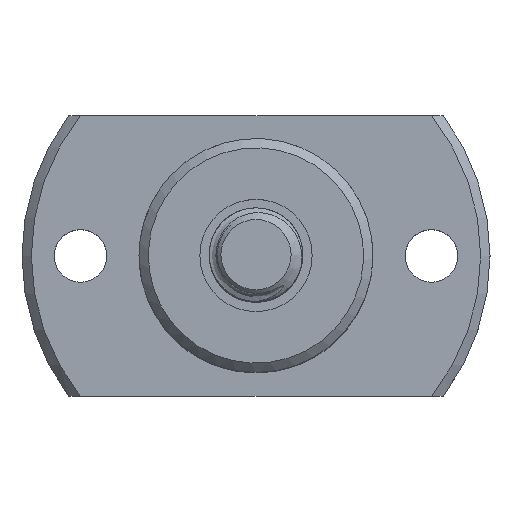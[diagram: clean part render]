
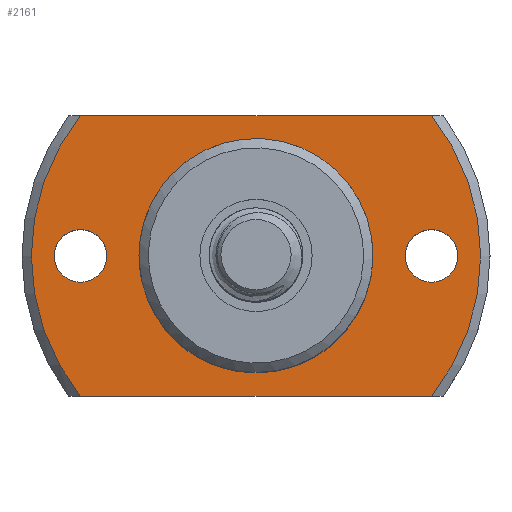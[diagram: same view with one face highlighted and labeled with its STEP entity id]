
A CAD part, top view. The second image highlights one B-rep face of the part: STEP entity #2161.
In plain terms, the highlighted planar face has unit normal (0, 0, 1).
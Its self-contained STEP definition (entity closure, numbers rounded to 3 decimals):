
#23=FACE_BOUND('',#703,.T.);
#24=FACE_BOUND('',#704,.T.);
#25=FACE_BOUND('',#705,.T.);
#35=PLANE('',#2343);
#337=LINE('',#3124,#453);
#338=LINE('',#3125,#454);
#453=VECTOR('',#2600,1000.);
#454=VECTOR('',#2601,1000.);
#577=FACE_OUTER_BOUND('',#702,.T.);
#702=EDGE_LOOP('',(#1544,#1545,#1546,#1547));
#703=EDGE_LOOP('',(#1548));
#704=EDGE_LOOP('',(#1549));
#705=EDGE_LOOP('',(#1550));
#839=CIRCLE('',#2309,2.25);
#841=CIRCLE('',#2312,2.25);
#849=CIRCLE('',#2324,10.);
#855=CIRCLE('',#2331,19.2);
#861=CIRCLE('',#2342,19.2);
#894=VERTEX_POINT('',#3011);
#896=VERTEX_POINT('',#3017);
#904=VERTEX_POINT('',#3041);
#912=VERTEX_POINT('',#3059);
#914=VERTEX_POINT('',#3066);
#925=VERTEX_POINT('',#3112);
#926=VERTEX_POINT('',#3117);
#1131=EDGE_CURVE('',#894,#894,#839,.T.);
#1134=EDGE_CURVE('',#896,#896,#841,.T.);
#1146=EDGE_CURVE('',#904,#904,#849,.T.);
#1158=EDGE_CURVE('',#912,#914,#855,.T.);
#1173=EDGE_CURVE('',#926,#925,#861,.T.);
#1175=EDGE_CURVE('',#914,#926,#337,.T.);
#1176=EDGE_CURVE('',#925,#912,#338,.T.);
#1544=ORIENTED_EDGE('',*,*,#1175,.T.);
#1545=ORIENTED_EDGE('',*,*,#1173,.T.);
#1546=ORIENTED_EDGE('',*,*,#1176,.T.);
#1547=ORIENTED_EDGE('',*,*,#1158,.T.);
#1548=ORIENTED_EDGE('',*,*,#1146,.F.);
#1549=ORIENTED_EDGE('',*,*,#1131,.F.);
#1550=ORIENTED_EDGE('',*,*,#1134,.T.);
#2161=ADVANCED_FACE('',(#577,#23,#24,#25),#35,.T.);
#2309=AXIS2_PLACEMENT_3D('',#3012,#2517,#2518);
#2312=AXIS2_PLACEMENT_3D('',#3018,#2524,#2525);
#2324=AXIS2_PLACEMENT_3D('',#3042,#2552,#2553);
#2331=AXIS2_PLACEMENT_3D('',#3071,#2570,#2571);
#2342=AXIS2_PLACEMENT_3D('',#3118,#2596,#2597);
#2343=AXIS2_PLACEMENT_3D('',#3123,#2598,#2599);
#2517=DIRECTION('center_axis',(0.,0.,
1.));
#2518=DIRECTION('ref_axis',(0.,-1.,0.));
#2524=DIRECTION('center_axis',(0.,0.,
-1.));
#2525=DIRECTION('ref_axis',(0.,-1.,0.));
#2552=DIRECTION('center_axis',(0.,0.,
1.));
#2553=DIRECTION('ref_axis',(0.,-1.,0.));
#2570=DIRECTION('center_axis',(0.,0.,
1.));
#2571=DIRECTION('ref_axis',(0.,-1.,0.));
#2596=DIRECTION('center_axis',(0.,0.,
1.));
#2597=DIRECTION('ref_axis',(0.,-1.,0.));
#2598=DIRECTION('center_axis',(0.,0.,
1.));
#2599=DIRECTION('ref_axis',(0.,-1.,0.));
#2600=DIRECTION('',(1.,0.,0.));
#2601=DIRECTION('',(-1.,0.,0.));
#3011=CARTESIAN_POINT('',(-15.,-2.25,11.));
#3012=CARTESIAN_POINT('Origin',(-15.,0.,11.));
#3017=CARTESIAN_POINT('',(15.,-2.25,11.));
#3018=CARTESIAN_POINT('Origin',(15.,0.,11.));
#3041=CARTESIAN_POINT('',(0.,-10.,11.));
#3042=CARTESIAN_POINT('Origin',(0.,0.,
11.));
#3059=CARTESIAN_POINT('',(-14.988,12.,11.));
#3066=CARTESIAN_POINT('',(-14.988,-12.,11.));
#3071=CARTESIAN_POINT('Origin',(0.,0.,
11.));
#3112=CARTESIAN_POINT('',(14.988,12.,11.));
#3117=CARTESIAN_POINT('',(14.988,-12.,11.));
#3118=CARTESIAN_POINT('Origin',(0.,0.,
11.));
#3123=CARTESIAN_POINT('Origin',(10.,0.,11.));
#3124=CARTESIAN_POINT('',(-20.1,-12.,11.));
#3125=CARTESIAN_POINT('',(20.1,12.,11.));
